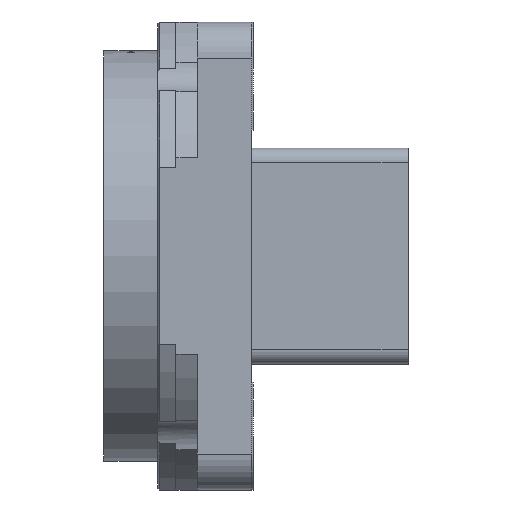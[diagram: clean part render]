
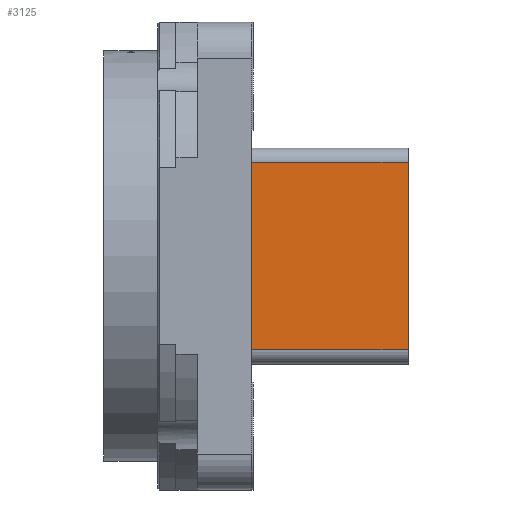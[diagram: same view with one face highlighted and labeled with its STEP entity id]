
A CAD part, left-side view. The second image highlights one B-rep face of the part: STEP entity #3125.
In plain terms, the highlighted planar face has unit normal (-1, 0, 0).
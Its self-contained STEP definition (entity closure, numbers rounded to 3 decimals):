
#155=PLANE('',#3424);
#276=FACE_OUTER_BOUND('',#495,.T.);
#495=EDGE_LOOP('',(#2346,#2347,#2348,#2349,#2350,#2351,#2352,#2353));
#745=LINE('',#5092,#968);
#750=LINE('',#5109,#973);
#756=LINE('',#5122,#979);
#761=LINE('',#5135,#984);
#762=LINE('',#5140,#985);
#763=LINE('',#5142,#986);
#764=LINE('',#5143,#987);
#765=LINE('',#5144,#988);
#968=VECTOR('',#3996,10.);
#973=VECTOR('',#4011,10.);
#979=VECTOR('',#4025,10.);
#984=VECTOR('',#4040,10.);
#985=VECTOR('',#4045,10.);
#986=VECTOR('',#4048,10.);
#987=VECTOR('',#4049,10.);
#988=VECTOR('',#4050,10.);
#1430=VERTEX_POINT('',#5089);
#1431=VERTEX_POINT('',#5091);
#1438=VERTEX_POINT('',#5107);
#1441=VERTEX_POINT('',#5120);
#1443=VERTEX_POINT('',#5132);
#1444=VERTEX_POINT('',#5133);
#1445=VERTEX_POINT('',#5137);
#1446=VERTEX_POINT('',#5138);
#1762=EDGE_CURVE('',#1430,#1431,#745,.T.);
#1771=EDGE_CURVE('',#1438,#1430,#750,.T.);
#1778=EDGE_CURVE('',#1441,#1438,#756,.T.);
#1784=EDGE_CURVE('',#1443,#1444,#761,.T.);
#1786=EDGE_CURVE('',#1445,#1446,#762,.T.);
#1787=EDGE_CURVE('',#1443,#1441,#763,.T.);
#1788=EDGE_CURVE('',#1445,#1444,#764,.T.);
#1789=EDGE_CURVE('',#1431,#1446,#765,.T.);
#2346=ORIENTED_EDGE('',*,*,#1762,.F.);
#2347=ORIENTED_EDGE('',*,*,#1771,.F.);
#2348=ORIENTED_EDGE('',*,*,#1778,.F.);
#2349=ORIENTED_EDGE('',*,*,#1787,.F.);
#2350=ORIENTED_EDGE('',*,*,#1784,.T.);
#2351=ORIENTED_EDGE('',*,*,#1788,.F.);
#2352=ORIENTED_EDGE('',*,*,#1786,.T.);
#2353=ORIENTED_EDGE('',*,*,#1789,.F.);
#3125=ADVANCED_FACE('',(#276),#155,.T.);
#3424=AXIS2_PLACEMENT_3D('',#5141,#4046,#4047);
#3996=DIRECTION('',(0.,1.,0.));
#4011=DIRECTION('',(0.,0.,-1.));
#4025=DIRECTION('',(0.,-1.,0.));
#4040=DIRECTION('',(0.,0.,-1.));
#4045=DIRECTION('',(0.,0.,-1.));
#4046=DIRECTION('center_axis',(-1.,0.,0.));
#4047=DIRECTION('ref_axis',(0.,0.,-1.));
#4048=DIRECTION('',(0.,0.,1.));
#4049=DIRECTION('',(0.,0.,1.));
#4050=DIRECTION('',(0.,0.,1.));
#5089=CARTESIAN_POINT('',(33.,-43.5,-26.));
#5091=CARTESIAN_POINT('',(33.,0.,-26.));
#5092=CARTESIAN_POINT('',(33.,7.5,-26.));
#5107=CARTESIAN_POINT('',(33.,-43.5,26.));
#5109=CARTESIAN_POINT('',(33.,-43.5,30.));
#5120=CARTESIAN_POINT('',(33.,0.,26.));
#5122=CARTESIAN_POINT('',(33.,7.5,26.));
#5132=CARTESIAN_POINT('',(33.,0.,20.745));
#5133=CARTESIAN_POINT('',(33.,0.,14.755));
#5135=CARTESIAN_POINT('',(33.,0.,30.));
#5137=CARTESIAN_POINT('',(33.,0.,-14.755));
#5138=CARTESIAN_POINT('',(33.,0.,-20.745));
#5140=CARTESIAN_POINT('',(33.,0.,30.));
#5141=CARTESIAN_POINT('Origin',(33.,0.,30.));
#5142=CARTESIAN_POINT('',(33.,0.,6.542));
#5143=CARTESIAN_POINT('',(33.,0.,6.542));
#5144=CARTESIAN_POINT('',(33.,0.,6.542));
